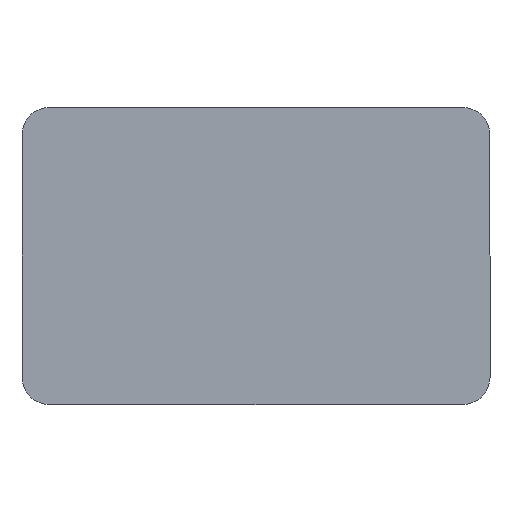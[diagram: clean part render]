
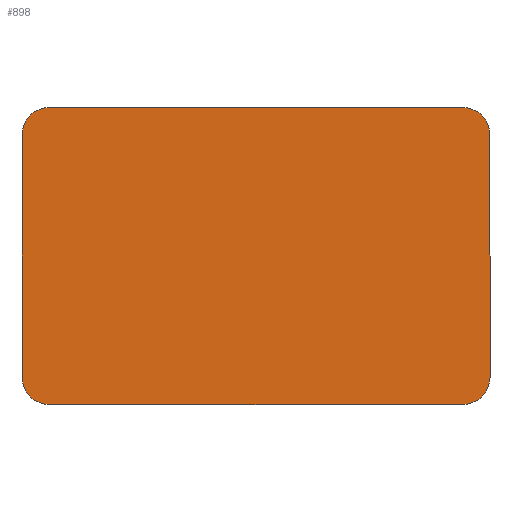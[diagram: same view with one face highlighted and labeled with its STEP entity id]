
A CAD part, front view. The second image highlights one B-rep face of the part: STEP entity #898.
In plain terms, the highlighted planar face has unit normal (0, -1, 0).
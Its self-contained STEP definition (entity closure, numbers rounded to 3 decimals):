
#12 = CARTESIAN_POINT ( 'NONE',  ( 0., 0., 0. ) ) ;
#15 = CARTESIAN_POINT ( 'NONE',  ( 18.75, 0., 13.5 ) ) ;
#27 = VECTOR ( 'NONE', #217, 1000. ) ;
#28 = CARTESIAN_POINT ( 'NONE',  ( -18.75, 0., -13.5 ) ) ;
#93 = ORIENTED_EDGE ( 'NONE', *, *, #1153, .F. ) ;
#103 = VECTOR ( 'NONE', #434, 1000. ) ;
#180 = AXIS2_PLACEMENT_3D ( 'NONE', #520, #618, #826 ) ;
#215 = EDGE_CURVE ( 'NONE', #594, #911, #1330, .T. ) ;
#217 = DIRECTION ( 'NONE',  ( 0., 0., -1. ) ) ;
#251 = ORIENTED_EDGE ( 'NONE', *, *, #404, .F. ) ;
#286 = ORIENTED_EDGE ( 'NONE', *, *, #335, .F. ) ;
#287 = VERTEX_POINT ( 'NONE', #365 ) ;
#289 = EDGE_LOOP ( 'NONE', ( #251, #360, #286, #774, #93, #501, #672, #528 ) ) ;
#310 = LINE ( 'NONE', #412, #27 ) ;
#335 = EDGE_CURVE ( 'NONE', #581, #364, #345, .T. ) ;
#345 = LINE ( 'NONE', #446, #103 ) ;
#355 = CIRCLE ( 'NONE', #1061, 2.5 ) ;
#360 = ORIENTED_EDGE ( 'NONE', *, *, #1342, .T. ) ;
#364 = VERTEX_POINT ( 'NONE', #28 ) ;
#365 = CARTESIAN_POINT ( 'NONE',  ( -21.25, 0., -11. ) ) ;
#404 = EDGE_CURVE ( 'NONE', #287, #441, #591, .T. ) ;
#412 = CARTESIAN_POINT ( 'NONE',  ( 21.25, 0., -13.5 ) ) ;
#420 = PLANE ( 'NONE',  #497 ) ;
#429 = DIRECTION ( 'NONE',  ( 0., 1., 0. ) ) ;
#434 = DIRECTION ( 'NONE',  ( -1., 0., 0. ) ) ;
#441 = VERTEX_POINT ( 'NONE', #1087 ) ;
#446 = CARTESIAN_POINT ( 'NONE',  ( -21.25, 0., -13.5 ) ) ;
#453 = VERTEX_POINT ( 'NONE', #627 ) ;
#491 = EDGE_CURVE ( 'NONE', #581, #926, #747, .T. ) ;
#495 = DIRECTION ( 'NONE',  ( 0., 0., 1. ) ) ;
#497 = AXIS2_PLACEMENT_3D ( 'NONE', #12, #429, #519 ) ;
#501 = ORIENTED_EDGE ( 'NONE', *, *, #984, .T. ) ;
#519 = DIRECTION ( 'NONE',  ( 0., 0., 1. ) ) ;
#520 = CARTESIAN_POINT ( 'NONE',  ( 18.75, 0., 11. ) ) ;
#528 = ORIENTED_EDGE ( 'NONE', *, *, #916, .T. ) ;
#564 = DIRECTION ( 'NONE',  ( 0., -1., 0. ) ) ;
#581 = VERTEX_POINT ( 'NONE', #1092 ) ;
#591 = LINE ( 'NONE', #962, #996 ) ;
#594 = VERTEX_POINT ( 'NONE', #1128 ) ;
#609 = DIRECTION ( 'NONE',  ( 0., -1., 0. ) ) ;
#618 = DIRECTION ( 'NONE',  ( 0., -1., 0. ) ) ;
#627 = CARTESIAN_POINT ( 'NONE',  ( 21.25, 0., 11. ) ) ;
#643 = DIRECTION ( 'NONE',  ( 0., 0., 1. ) ) ;
#662 = AXIS2_PLACEMENT_3D ( 'NONE', #1034, #702, #495 ) ;
#672 = ORIENTED_EDGE ( 'NONE', *, *, #215, .F. ) ;
#702 = DIRECTION ( 'NONE',  ( 0., -1., 0. ) ) ;
#737 = CARTESIAN_POINT ( 'NONE',  ( -21.25, 0., 13.5 ) ) ;
#747 = CIRCLE ( 'NONE', #1142, 2.5 ) ;
#772 = DIRECTION ( 'NONE',  ( 0., 0., 1. ) ) ;
#774 = ORIENTED_EDGE ( 'NONE', *, *, #491, .T. ) ;
#826 = DIRECTION ( 'NONE',  ( 0., 0., 1. ) ) ;
#834 = CARTESIAN_POINT ( 'NONE',  ( 21.25, 0., -11. ) ) ;
#870 = FACE_OUTER_BOUND ( 'NONE', #289, .T. ) ;
#898 = ADVANCED_FACE ( 'NONE', ( #870 ), #420, .F. ) ;
#911 = VERTEX_POINT ( 'NONE', #15 ) ;
#916 = EDGE_CURVE ( 'NONE', #594, #441, #355, .T. ) ;
#926 = VERTEX_POINT ( 'NONE', #834 ) ;
#957 = DIRECTION ( 'NONE',  ( 1., 0., 0. ) ) ;
#962 = CARTESIAN_POINT ( 'NONE',  ( -21.25, 0., -13.5 ) ) ;
#967 = CIRCLE ( 'NONE', #180, 2.5 ) ;
#984 = EDGE_CURVE ( 'NONE', #453, #911, #967, .T. ) ;
#996 = VECTOR ( 'NONE', #643, 1000. ) ;
#1034 = CARTESIAN_POINT ( 'NONE',  ( -18.75, 0., -11. ) ) ;
#1044 = CIRCLE ( 'NONE', #662, 2.5 ) ;
#1050 = CARTESIAN_POINT ( 'NONE',  ( -18.75, 0., 11. ) ) ;
#1054 = DIRECTION ( 'NONE',  ( 0., 0., 1. ) ) ;
#1061 = AXIS2_PLACEMENT_3D ( 'NONE', #1050, #609, #1054 ) ;
#1087 = CARTESIAN_POINT ( 'NONE',  ( -21.25, 0., 11. ) ) ;
#1092 = CARTESIAN_POINT ( 'NONE',  ( 18.75, 0., -13.5 ) ) ;
#1096 = CARTESIAN_POINT ( 'NONE',  ( 18.75, 0., -11. ) ) ;
#1118 = VECTOR ( 'NONE', #957, 1000. ) ;
#1128 = CARTESIAN_POINT ( 'NONE',  ( -18.75, 0., 13.5 ) ) ;
#1142 = AXIS2_PLACEMENT_3D ( 'NONE', #1096, #564, #772 ) ;
#1153 = EDGE_CURVE ( 'NONE', #453, #926, #310, .T. ) ;
#1330 = LINE ( 'NONE', #737, #1118 ) ;
#1342 = EDGE_CURVE ( 'NONE', #287, #364, #1044, .T. ) ;
